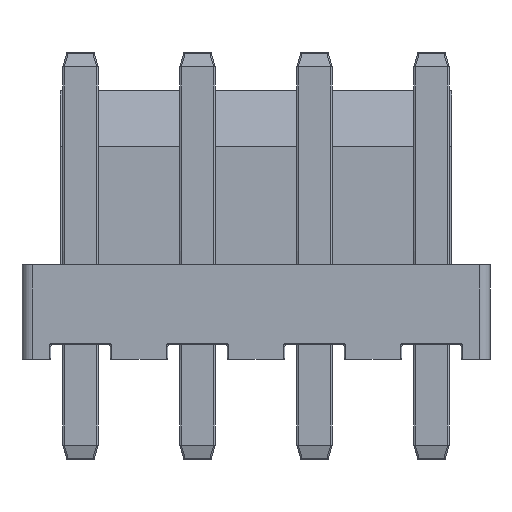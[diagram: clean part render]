
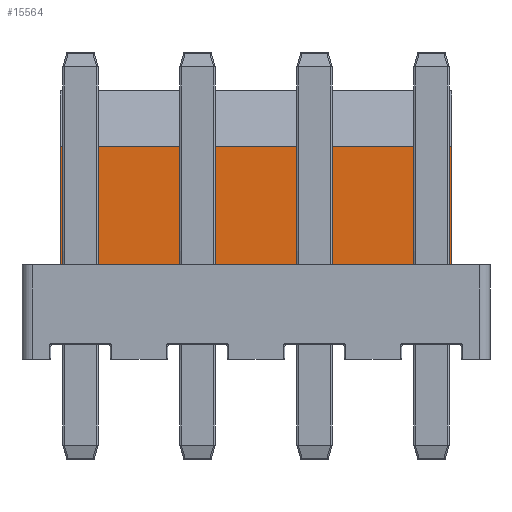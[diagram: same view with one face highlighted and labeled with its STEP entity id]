
A CAD part, front view. The second image highlights one B-rep face of the part: STEP entity #15564.
In plain terms, the highlighted planar face has unit normal (0, -1, 0).
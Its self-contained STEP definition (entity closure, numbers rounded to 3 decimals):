
#94 = CARTESIAN_POINT ( 'NONE',  ( -0.68, 6.19, 4.15 ) ) ;
#744 = CARTESIAN_POINT ( 'NONE',  ( 12.56, 6.19, 0.15 ) ) ;
#2065 = ORIENTED_EDGE ( 'NONE', *, *, #17019, .F. ) ;
#5206 = CARTESIAN_POINT ( 'NONE',  ( 12.56, 6.19, 4.05 ) ) ;
#5904 = EDGE_CURVE ( 'NONE', #23505, #22991, #8160, .T. ) ;
#6318 = EDGE_CURVE ( 'NONE', #20452, #16686, #10967, .T. ) ;
#6659 = VECTOR ( 'NONE', #16576, 1000. ) ;
#6697 = DIRECTION ( 'NONE',  ( -1., 0., 0. ) ) ;
#6986 = ORIENTED_EDGE ( 'NONE', *, *, #6318, .T. ) ;
#7936 = FACE_OUTER_BOUND ( 'NONE', #19628, .T. ) ;
#8160 = LINE ( 'NONE', #25004, #6659 ) ;
#10502 = AXIS2_PLACEMENT_3D ( 'NONE', #22297, #20099, #18013 ) ;
#10736 = LINE ( 'NONE', #23602, #14856 ) ;
#10872 = DIRECTION ( 'NONE',  ( 0., 0., -1. ) ) ;
#10967 = LINE ( 'NONE', #94, #23474 ) ;
#11383 = LINE ( 'NONE', #5206, #24682 ) ;
#14665 = EDGE_CURVE ( 'NONE', #16686, #22991, #10736, .T. ) ;
#14856 = VECTOR ( 'NONE', #10872, 1000. ) ;
#15352 = ORIENTED_EDGE ( 'NONE', *, *, #5904, .F. ) ;
#15564 = ADVANCED_FACE ( 'NONE', ( #7936 ), #26286, .F. ) ;
#16576 = DIRECTION ( 'NONE',  ( -1., 0., 0. ) ) ;
#16686 = VERTEX_POINT ( 'NONE', #18506 ) ;
#17019 = EDGE_CURVE ( 'NONE', #20452, #23505, #11383, .T. ) ;
#18013 = DIRECTION ( 'NONE',  ( -1., 0., 0. ) ) ;
#18036 = DIRECTION ( 'NONE',  ( 0., 0., -1. ) ) ;
#18506 = CARTESIAN_POINT ( 'NONE',  ( -0.68, 6.19, 4.15 ) ) ;
#19628 = EDGE_LOOP ( 'NONE', ( #2065, #6986, #23307, #15352 ) ) ;
#20099 = DIRECTION ( 'NONE',  ( 0., 1., 0. ) ) ;
#20452 = VERTEX_POINT ( 'NONE', #22563 ) ;
#21819 = CARTESIAN_POINT ( 'NONE',  ( -0.68, 6.19, 0.15 ) ) ;
#22297 = CARTESIAN_POINT ( 'NONE',  ( -0.68, 6.19, 4.05 ) ) ;
#22563 = CARTESIAN_POINT ( 'NONE',  ( 12.56, 6.19, 4.15 ) ) ;
#22991 = VERTEX_POINT ( 'NONE', #21819 ) ;
#23307 = ORIENTED_EDGE ( 'NONE', *, *, #14665, .T. ) ;
#23474 = VECTOR ( 'NONE', #6697, 1000. ) ;
#23505 = VERTEX_POINT ( 'NONE', #744 ) ;
#23602 = CARTESIAN_POINT ( 'NONE',  ( -0.68, 6.19, 4.05 ) ) ;
#24682 = VECTOR ( 'NONE', #18036, 1000. ) ;
#25004 = CARTESIAN_POINT ( 'NONE',  ( -1.98, 6.19, 0.15 ) ) ;
#26286 = PLANE ( 'NONE',  #10502 ) ;
